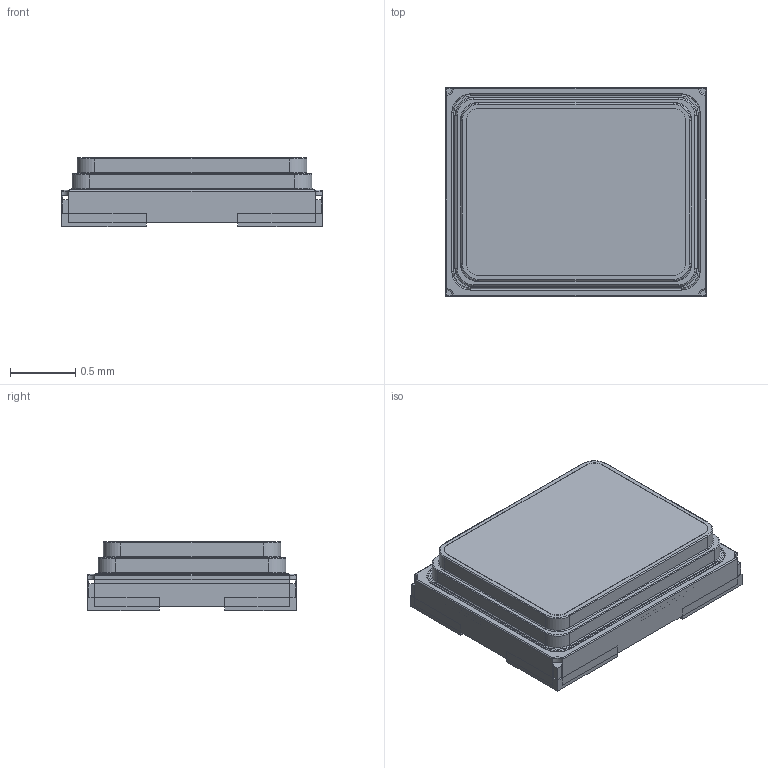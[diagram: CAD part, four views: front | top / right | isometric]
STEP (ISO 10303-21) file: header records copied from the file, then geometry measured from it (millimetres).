
FILE_DESCRIPTION(/* description */ ('model of Crystal_SMD_WE_IQXC-42-4Pin_2.0x1.6mm'),/* implementation_level */ '2;1');
FILE_NAME(/* name */ 'Crystal_SMD_WE_IQXC-42-4Pin_2.0x1.6mm.step',/* time_stamp */ '1970-01-01T00:00:00',/* author */ ('KiCAD','kicad'),/* organization */ ('OCCT'),/* preprocessor_version */ '',/* originating_system */ 'KiCAD',/* authorisation */ '');
FILE_SCHEMA(('AUTOMOTIVE_DESIGN { 1 0 10303 214 1 1 1 1 }'));
Length unit declared in the file: millimetre
Products named in the file (1): Crystal_SMD_WE_IQXC-42-4Pin_2.0x1.6mm
Bounding box: 2 x 1.6 x 0.53 mm (x, y, z)
Volume: 1.5 mm3; surface area: 11.1 mm2
Topology: 1 solids, 1 shells, 176 faces, 432 edges, 256 vertices
Faces by surface type: plane 80, cylinder 60, torus 36
Entity records: 3682 total; most frequent: CARTESIAN_POINT 703, ORIENTED_EDGE 640, EDGE_CURVE 432, AXIS2_PLACEMENT_3D 296, VERTEX_POINT 256, LINE 204, FACE_BOUND 182, EDGE_LOOP 182
